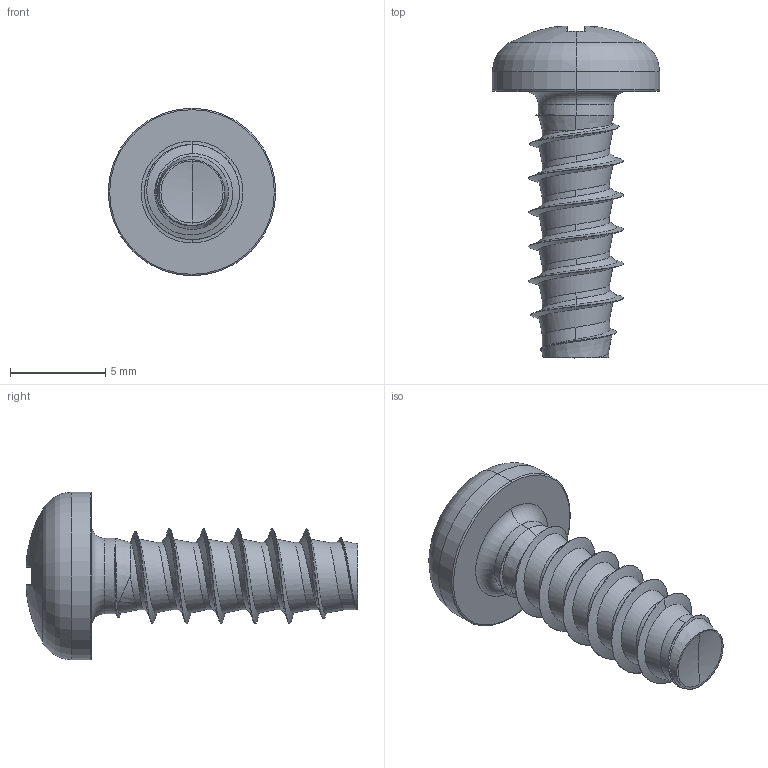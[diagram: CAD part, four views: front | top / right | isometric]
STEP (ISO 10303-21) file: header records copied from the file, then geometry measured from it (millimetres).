
FILE_DESCRIPTION (( 'STEP AP203' ), '1' );
FILE_NAME ('STP220500140.STEP', '2017-08-15T03:24:29', ( '' ), ( '' ), 'SwSTEP 2.0', 'SolidWorks 2015', '' );
FILE_SCHEMA (( 'CONFIG_CONTROL_DESIGN' ));
Length unit declared in the file: millimetre
Products named in the file (1): STP220500140
Bounding box: 8.8 x 17.44 x 8.8 mm (x, y, z)
Volume: 312 mm3; surface area: 441.3 mm2
Topology: 1 solids, 1 shells, 180 faces, 426 edges, 248 vertices
Faces by surface type: bspline 55, cylinder 39, plane 30, torus 28, sphere 20, cone 8
Entity records: 18699 total; most frequent: CARTESIAN_POINT 14949, ORIENTED_EDGE 848, DIRECTION 695, EDGE_CURVE 424, AXIS2_PLACEMENT_3D 306, VERTEX_POINT 248, EDGE_LOOP 182, FACE_OUTER_BOUND 180
